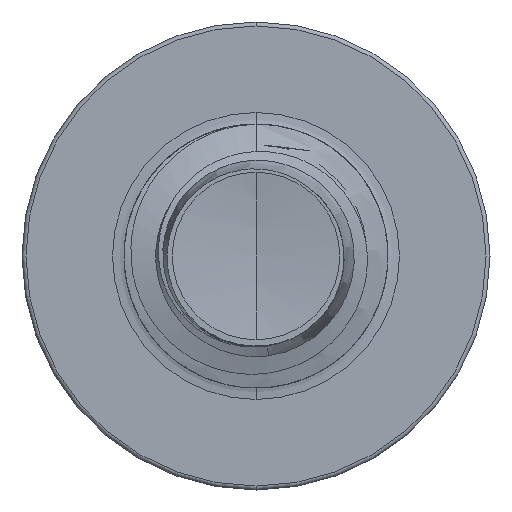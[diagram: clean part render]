
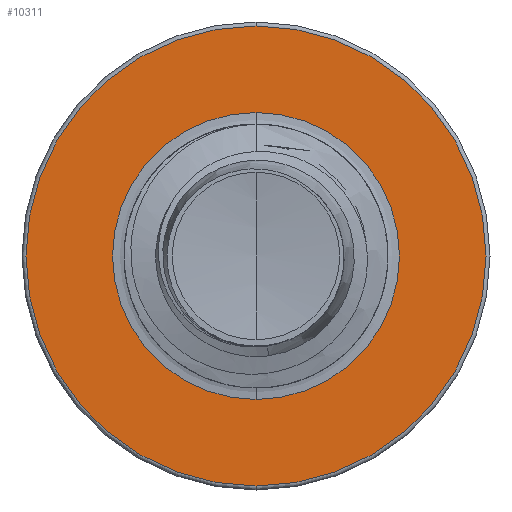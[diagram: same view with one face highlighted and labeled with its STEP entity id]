
A CAD part, front view. The second image highlights one B-rep face of the part: STEP entity #10311.
In plain terms, the highlighted planar face has unit normal (0, -1, 0).
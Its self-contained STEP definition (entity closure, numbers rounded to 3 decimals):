
#549 = CARTESIAN_POINT ( 'NONE',  ( 0., 11., 0. ) ) ;
#1655 = EDGE_CURVE ( 'NONE', #8831, #2222, #28601, .T. ) ;
#2078 = CIRCLE ( 'NONE', #17723, 1.196 ) ;
#2222 = VERTEX_POINT ( 'NONE', #32009 ) ;
#2423 = EDGE_LOOP ( 'NONE', ( #11994, #9930 ) ) ;
#3475 = DIRECTION ( 'NONE',  ( 0., 0., 1. ) ) ;
#5582 = AXIS2_PLACEMENT_3D ( 'NONE', #25120, #10383, #27424 ) ;
#6189 = AXIS2_PLACEMENT_3D ( 'NONE', #549, #19064, #3475 ) ;
#8831 = VERTEX_POINT ( 'NONE', #32306 ) ;
#8934 = PLANE ( 'NONE',  #28600 ) ;
#9930 = ORIENTED_EDGE ( 'NONE', *, *, #32052, .F. ) ;
#10311 = ADVANCED_FACE ( 'NONE', ( #21185, #21943 ), #8934, .F. ) ;
#10383 = DIRECTION ( 'NONE',  ( 0., 1., 0. ) ) ;
#11994 = ORIENTED_EDGE ( 'NONE', *, *, #17589, .F. ) ;
#12110 = DIRECTION ( 'NONE',  ( 0., 1., 0. ) ) ;
#13752 = EDGE_LOOP ( 'NONE', ( #30594, #30185 ) ) ;
#14213 = DIRECTION ( 'NONE',  ( 0., 0., 1. ) ) ;
#14964 = DIRECTION ( 'NONE',  ( 0., 1., 0. ) ) ;
#16657 = AXIS2_PLACEMENT_3D ( 'NONE', #26642, #12110, #28993 ) ;
#17589 = EDGE_CURVE ( 'NONE', #21633, #26830, #23040, .T. ) ;
#17723 = AXIS2_PLACEMENT_3D ( 'NONE', #29257, #14964, #31724 ) ;
#19064 = DIRECTION ( 'NONE',  ( 0., 1., 0. ) ) ;
#19294 = CARTESIAN_POINT ( 'NONE',  ( 0., 11., -1.917 ) ) ;
#19990 = EDGE_CURVE ( 'NONE', #2222, #8831, #2078, .T. ) ;
#21185 = FACE_OUTER_BOUND ( 'NONE', #2423, .T. ) ;
#21633 = VERTEX_POINT ( 'NONE', #30104 ) ;
#21943 = FACE_BOUND ( 'NONE', #13752, .T. ) ;
#23040 = CIRCLE ( 'NONE', #6189, 1.917 ) ;
#25120 = CARTESIAN_POINT ( 'NONE',  ( 0., 11., 0. ) ) ;
#26199 = CARTESIAN_POINT ( 'NONE',  ( 0., 11., -1.196 ) ) ;
#26642 = CARTESIAN_POINT ( 'NONE',  ( 0., 11., 0. ) ) ;
#26830 = VERTEX_POINT ( 'NONE', #19294 ) ;
#27424 = DIRECTION ( 'NONE',  ( 0., 0., 1. ) ) ;
#28517 = DIRECTION ( 'NONE',  ( 0., 1., 0. ) ) ;
#28600 = AXIS2_PLACEMENT_3D ( 'NONE', #26199, #28517, #14213 ) ;
#28601 = CIRCLE ( 'NONE', #16657, 1.196 ) ;
#28993 = DIRECTION ( 'NONE',  ( 0., 0., 1. ) ) ;
#29257 = CARTESIAN_POINT ( 'NONE',  ( 0., 11., 0. ) ) ;
#30104 = CARTESIAN_POINT ( 'NONE',  ( 0., 11., 1.917 ) ) ;
#30185 = ORIENTED_EDGE ( 'NONE', *, *, #19990, .T. ) ;
#30594 = ORIENTED_EDGE ( 'NONE', *, *, #1655, .T. ) ;
#31724 = DIRECTION ( 'NONE',  ( 0., 0., 1. ) ) ;
#32009 = CARTESIAN_POINT ( 'NONE',  ( 0., 11., -1.196 ) ) ;
#32052 = EDGE_CURVE ( 'NONE', #26830, #21633, #32319, .T. ) ;
#32306 = CARTESIAN_POINT ( 'NONE',  ( 0., 11., 1.196 ) ) ;
#32319 = CIRCLE ( 'NONE', #5582, 1.917 ) ;
